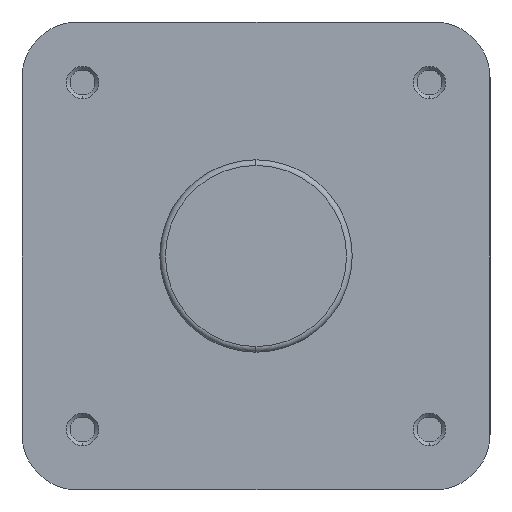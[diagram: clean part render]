
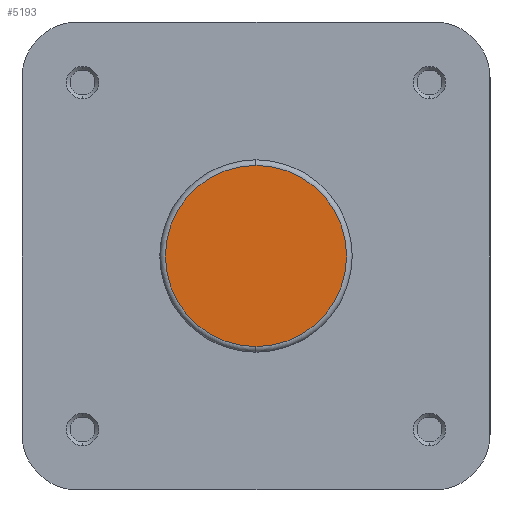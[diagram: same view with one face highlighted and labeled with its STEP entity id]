
A CAD part, left-side view. The second image highlights one B-rep face of the part: STEP entity #5193.
In plain terms, the highlighted planar face has unit normal (-1, 0, 0).
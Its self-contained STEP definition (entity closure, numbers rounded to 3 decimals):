
#991 = ORIENTED_EDGE ( 'NONE', *, *, #1310, .T. ) ;
#992 = ORIENTED_EDGE ( 'NONE', *, *, #1216, .T. ) ;
#1216 = EDGE_CURVE ( 'NONE', #2279, #2267, #5439, .T. ) ;
#1310 = EDGE_CURVE ( 'NONE', #2267, #2279, #5578, .T. ) ;
#1612 = AXIS2_PLACEMENT_3D ( 'NONE', #2948, #2951, #2952 ) ;
#1660 = AXIS2_PLACEMENT_3D ( 'NONE', #3180, #3187, #3188 ) ;
#1874 = AXIS2_PLACEMENT_3D ( 'NONE', #4392, #4395, #4396 ) ;
#2267 = VERTEX_POINT ( 'NONE', #3973 ) ;
#2279 = VERTEX_POINT ( 'NONE', #3985 ) ;
#2948 = CARTESIAN_POINT ( 'NONE',  ( 0., 0., 0. ) ) ;
#2951 = DIRECTION ( 'NONE',  ( -1., 0., 0. ) ) ;
#2952 = DIRECTION ( 'NONE',  ( 0., 0., -1. ) ) ;
#3180 = CARTESIAN_POINT ( 'NONE',  ( 0., 0., 0. ) ) ;
#3187 = DIRECTION ( 'NONE',  ( -1., 0., 0. ) ) ;
#3188 = DIRECTION ( 'NONE',  ( 0., 0., -1. ) ) ;
#3973 = CARTESIAN_POINT ( 'NONE',  ( 0., 0., 24.4 ) ) ;
#3985 = CARTESIAN_POINT ( 'NONE',  ( 0., 0., -24.4 ) ) ;
#4392 = CARTESIAN_POINT ( 'NONE',  ( 0., 0., 0. ) ) ;
#4393 = PLANE ( 'NONE',  #1874 ) ;
#4395 = DIRECTION ( 'NONE',  ( 1., 0., 0. ) ) ;
#4396 = DIRECTION ( 'NONE',  ( 0., 0., -1. ) ) ;
#4854 = EDGE_LOOP ( 'NONE', ( #992, #991 ) ) ;
#5193 = ADVANCED_FACE ( 'NONE', ( #6061 ), #4393, .F. ) ;
#5439 = CIRCLE ( 'NONE', #1612, 24.4 ) ;
#5578 = CIRCLE ( 'NONE', #1660, 24.4 ) ;
#6061 = FACE_OUTER_BOUND ( 'NONE', #4854, .T. ) ;
